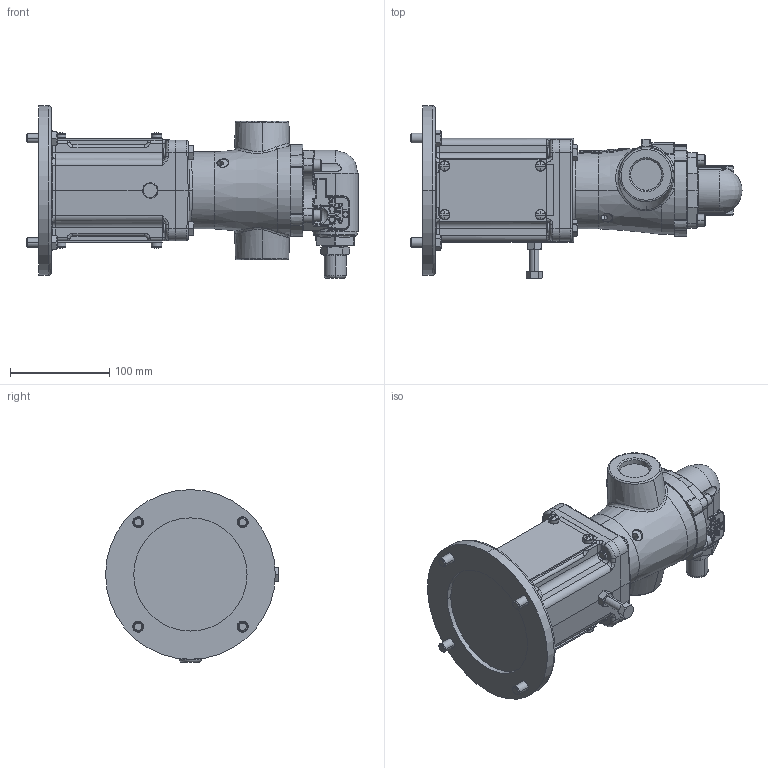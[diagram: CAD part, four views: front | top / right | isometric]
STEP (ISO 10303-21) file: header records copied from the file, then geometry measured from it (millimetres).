
FILE_DESCRIPTION (( 'STEP AP214' ), '1' );
FILE_NAME ('G495-M_(56C, 182-184TC).STEP', '2017-02-24T16:53:39', ( '' ), ( '' ), 'SwSTEP 2.0', 'SolidWorks 2016', '' );
FILE_SCHEMA (( 'AUTOMOTIVE_DESIGN' ));
Length unit declared in the file: inch
Products named in the file (2): G495-M_(56C, 182-184TC)
Bounding box: 335.31 x 174.62 x 174.55 mm (x, y, z)
Volume: 2597536.3 mm3; surface area: 200649.3 mm2
Topology: 1 solids, 6 shells, 1811 faces, 4631 edges, 2916 vertices
Faces by surface type: plane 750, bspline 407, cylinder 391, cone 132, torus 76, sphere 55
Entity records: 92953 total; most frequent: CARTESIAN_POINT 41106, ORIENTED_EDGE 9230, DIRECTION 7319, EDGE_CURVE 4615, VERTEX_POINT 2916, AXIS2_PLACEMENT_3D 2605, LINE 2109, VECTOR 2109
